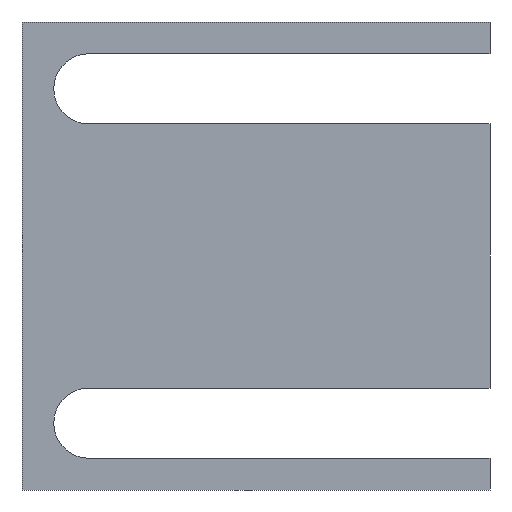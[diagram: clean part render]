
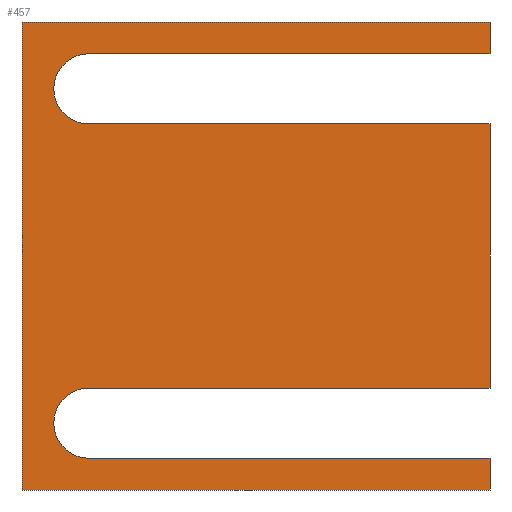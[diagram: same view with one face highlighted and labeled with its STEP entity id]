
A CAD part, left-side view. The second image highlights one B-rep face of the part: STEP entity #457.
In plain terms, the highlighted planar face has unit normal (-1, 0, 0).
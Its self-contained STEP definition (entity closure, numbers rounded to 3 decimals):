
#1 = VERTEX_POINT ( 'NONE', #4 ) ;
#2 = VERTEX_POINT ( 'NONE', #282 ) ;
#4 = CARTESIAN_POINT ( 'NONE',  ( 0., 0., 30.25 ) ) ;
#5 = CARTESIAN_POINT ( 'NONE',  ( 0., 70., 35. ) ) ;
#8 = VERTEX_POINT ( 'NONE', #10 ) ;
#9 = VERTEX_POINT ( 'NONE', #280 ) ;
#10 = CARTESIAN_POINT ( 'NONE',  ( 0., 0., 19.75 ) ) ;
#11 = VERTEX_POINT ( 'NONE', #5 ) ;
#13 = VERTEX_POINT ( 'NONE', #278 ) ;
#17 = EDGE_CURVE ( 'NONE', #292, #297, #174, .T. ) ;
#19 = EDGE_CURVE ( 'NONE', #8, #292, #177, .T. ) ;
#20 = EDGE_CURVE ( 'NONE', #294, #11, #117, .T. ) ;
#21 = EDGE_CURVE ( 'NONE', #11, #9, #116, .T. ) ;
#22 = EDGE_CURVE ( 'NONE', #293, #294, #178, .T. ) ;
#23 = EDGE_CURVE ( 'NONE', #296, #293, #180, .T. ) ;
#24 = EDGE_CURVE ( 'NONE', #295, #296, #182, .T. ) ;
#25 = EDGE_CURVE ( 'NONE', #295, #297, #190, .T. ) ;
#26 = EDGE_CURVE ( 'NONE', #2, #8, #189, .T. ) ;
#27 = EDGE_CURVE ( 'NONE', #2, #13, #194, .T. ) ;
#28 = EDGE_CURVE ( 'NONE', #1, #13, #185, .T. ) ;
#29 = EDGE_CURVE ( 'NONE', #9, #1, #193, .T. ) ;
#54 = AXIS2_PLACEMENT_3D ( 'NONE', #302, #303, #304 ) ;
#55 = AXIS2_PLACEMENT_3D ( 'NONE', #386, #390, #391 ) ;
#56 = AXIS2_PLACEMENT_3D ( 'NONE', #307, #308, #309 ) ;
#96 = EDGE_LOOP ( 'NONE', ( #112, #113, #106, #111, #110, #109, #108, #107, #105, #104, #103, #102 ) ) ;
#102 = ORIENTED_EDGE ( 'NONE', *, *, #29, .F. ) ;
#103 = ORIENTED_EDGE ( 'NONE', *, *, #28, .F. ) ;
#104 = ORIENTED_EDGE ( 'NONE', *, *, #27, .T. ) ;
#105 = ORIENTED_EDGE ( 'NONE', *, *, #26, .F. ) ;
#106 = ORIENTED_EDGE ( 'NONE', *, *, #22, .F. ) ;
#107 = ORIENTED_EDGE ( 'NONE', *, *, #19, .F. ) ;
#108 = ORIENTED_EDGE ( 'NONE', *, *, #17, .F. ) ;
#109 = ORIENTED_EDGE ( 'NONE', *, *, #25, .T. ) ;
#110 = ORIENTED_EDGE ( 'NONE', *, *, #24, .F. ) ;
#111 = ORIENTED_EDGE ( 'NONE', *, *, #23, .F. ) ;
#112 = ORIENTED_EDGE ( 'NONE', *, *, #21, .F. ) ;
#113 = ORIENTED_EDGE ( 'NONE', *, *, #20, .F. ) ;
#116 = LINE ( 'NONE', #272, #181 ) ;
#117 = LINE ( 'NONE', #274, #179 ) ;
#174 = LINE ( 'NONE', #277, #175 ) ;
#175 = VECTOR ( 'NONE', #276, 1000. ) ;
#176 = VECTOR ( 'NONE', #273, 1000. ) ;
#177 = LINE ( 'NONE', #275, #176 ) ;
#178 = LINE ( 'NONE', #270, #183 ) ;
#179 = VECTOR ( 'NONE', #271, 1000. ) ;
#180 = LINE ( 'NONE', #268, #184 ) ;
#181 = VECTOR ( 'NONE', #269, 1000. ) ;
#182 = LINE ( 'NONE', #298, #186 ) ;
#183 = VECTOR ( 'NONE', #267, 1000. ) ;
#184 = VECTOR ( 'NONE', #299, 1000. ) ;
#185 = LINE ( 'NONE', #310, #188 ) ;
#186 = VECTOR ( 'NONE', #301, 1000. ) ;
#187 = VECTOR ( 'NONE', #306, 1000. ) ;
#188 = VECTOR ( 'NONE', #311, 1000. ) ;
#189 = LINE ( 'NONE', #300, #187 ) ;
#190 = CIRCLE ( 'NONE', #54, 5.25 ) ;
#193 = LINE ( 'NONE', #305, #195 ) ;
#194 = CIRCLE ( 'NONE', #56, 5.25 ) ;
#195 = VECTOR ( 'NONE', #313, 1000. ) ;
#247 = FACE_OUTER_BOUND ( 'NONE', #96, .T. ) ;
#267 = DIRECTION ( 'NONE',  ( 0., 1., 0. ) ) ;
#268 = CARTESIAN_POINT ( 'NONE',  ( 0., 0., -35. ) ) ;
#269 = DIRECTION ( 'NONE',  ( 0., -1., 0. ) ) ;
#270 = CARTESIAN_POINT ( 'NONE',  ( 0., 70., -35. ) ) ;
#271 = DIRECTION ( 'NONE',  ( 0., 0., 1. ) ) ;
#272 = CARTESIAN_POINT ( 'NONE',  ( 0., 0., 35. ) ) ;
#273 = DIRECTION ( 'NONE',  ( 0., 0., -1. ) ) ;
#274 = CARTESIAN_POINT ( 'NONE',  ( 0., 70., 35. ) ) ;
#275 = CARTESIAN_POINT ( 'NONE',  ( 0., 0., -19.75 ) ) ;
#276 = DIRECTION ( 'NONE',  ( 0., 1., 0. ) ) ;
#277 = CARTESIAN_POINT ( 'NONE',  ( 0., 60., -19.75 ) ) ;
#278 = CARTESIAN_POINT ( 'NONE',  ( 0., 60., 30.25 ) ) ;
#280 = CARTESIAN_POINT ( 'NONE',  ( 0., 0., 35. ) ) ;
#282 = CARTESIAN_POINT ( 'NONE',  ( 0., 60., 19.75 ) ) ;
#292 = VERTEX_POINT ( 'NONE', #379 ) ;
#293 = VERTEX_POINT ( 'NONE', #380 ) ;
#294 = VERTEX_POINT ( 'NONE', #381 ) ;
#295 = VERTEX_POINT ( 'NONE', #382 ) ;
#296 = VERTEX_POINT ( 'NONE', #383 ) ;
#297 = VERTEX_POINT ( 'NONE', #384 ) ;
#298 = CARTESIAN_POINT ( 'NONE',  ( 0., 0., -30.25 ) ) ;
#299 = DIRECTION ( 'NONE',  ( 0., 0., -1. ) ) ;
#300 = CARTESIAN_POINT ( 'NONE',  ( 0., 0., 19.75 ) ) ;
#301 = DIRECTION ( 'NONE',  ( 0., -1., 0. ) ) ;
#302 = CARTESIAN_POINT ( 'NONE',  ( 0., 60., -25. ) ) ;
#303 = DIRECTION ( 'NONE',  ( 1., 0., 0. ) ) ;
#304 = DIRECTION ( 'NONE',  ( 0., 0., 1. ) ) ;
#305 = CARTESIAN_POINT ( 'NONE',  ( 0., 0., 30.25 ) ) ;
#306 = DIRECTION ( 'NONE',  ( 0., -1., 0. ) ) ;
#307 = CARTESIAN_POINT ( 'NONE',  ( 0., 60., 25. ) ) ;
#308 = DIRECTION ( 'NONE',  ( 1., 0., 0. ) ) ;
#309 = DIRECTION ( 'NONE',  ( 0., 0., 1. ) ) ;
#310 = CARTESIAN_POINT ( 'NONE',  ( 0., 60., 30.25 ) ) ;
#311 = DIRECTION ( 'NONE',  ( 0., 1., 0. ) ) ;
#313 = DIRECTION ( 'NONE',  ( 0., 0., -1. ) ) ;
#379 = CARTESIAN_POINT ( 'NONE',  ( 0., 0., -19.75 ) ) ;
#380 = CARTESIAN_POINT ( 'NONE',  ( 0., 0., -35. ) ) ;
#381 = CARTESIAN_POINT ( 'NONE',  ( 0., 70., -35. ) ) ;
#382 = CARTESIAN_POINT ( 'NONE',  ( 0., 60., -30.25 ) ) ;
#383 = CARTESIAN_POINT ( 'NONE',  ( 0., 0., -30.25 ) ) ;
#384 = CARTESIAN_POINT ( 'NONE',  ( 0., 60., -19.75 ) ) ;
#386 = CARTESIAN_POINT ( 'NONE',  ( 0., 0., 0. ) ) ;
#387 = PLANE ( 'NONE',  #55 ) ;
#390 = DIRECTION ( 'NONE',  ( 1., 0., 0. ) ) ;
#391 = DIRECTION ( 'NONE',  ( 0., 0., -1. ) ) ;
#457 = ADVANCED_FACE ( 'NONE', ( #247 ), #387, .F. ) ;
